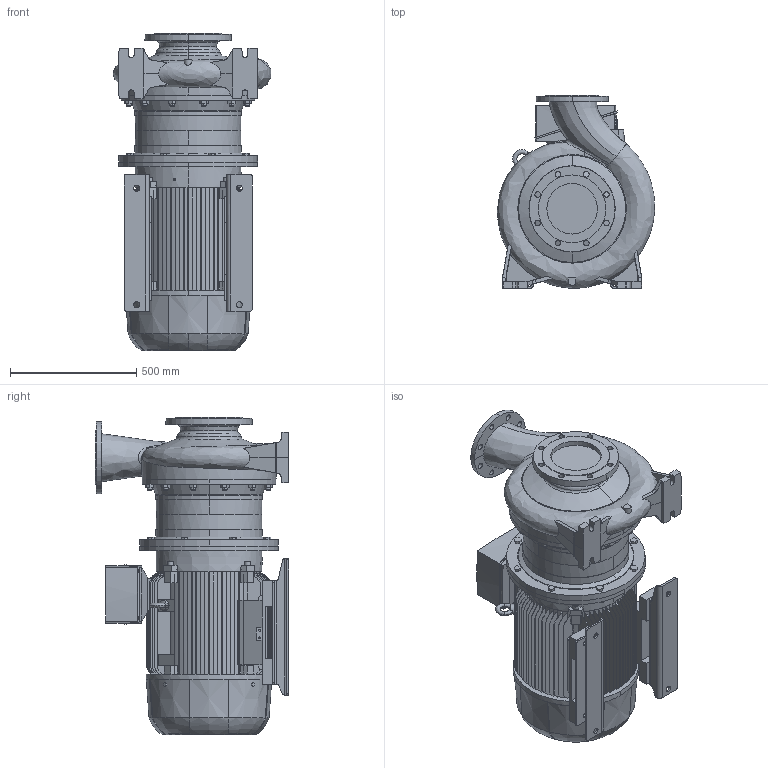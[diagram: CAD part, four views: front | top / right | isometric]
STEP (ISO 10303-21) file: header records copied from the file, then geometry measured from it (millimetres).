
FILE_DESCRIPTION (( 'STEP AP214' ), '1' );
FILE_NAME ('4_93_494_22_REV01.step', '2020-03-20T13:11:46', ( '' ), ( '' ), 'SwSTEP 2.0', 'SolidWorks 2019', '' );
FILE_SCHEMA (( 'AUTOMOTIVE_DESIGN' ));
Length unit declared in the file: millimetre
Products named in the file (1): 4_93_494_22_REV01
Bounding box: 622.84 x 765 x 1256.8 mm (x, y, z)
Surface area: 7147330.7 mm2 (no closed solid volume)
Topology: 0 solids, 5 shells, 1454 faces, 4066 edges, 2686 vertices
Faces by surface type: plane 840, cylinder 341, bspline 205, cone 50, torus 18
Entity records: 104933 total; most frequent: CARTESIAN_POINT 69318, ORIENTED_EDGE 8126, DIRECTION 6370, EDGE_CURVE 4064, VERTEX_POINT 2686, VECTOR 2348, LINE 2348, AXIS2_PLACEMENT_3D 2011
